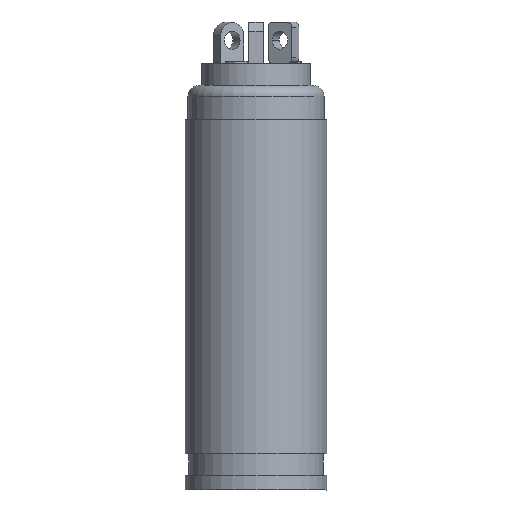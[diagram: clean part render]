
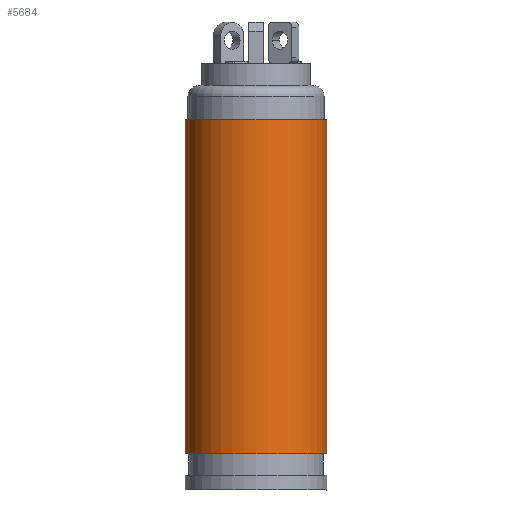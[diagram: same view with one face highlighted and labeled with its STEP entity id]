
A CAD part, left-side view. The second image highlights one B-rep face of the part: STEP entity #5684.
In plain terms, the highlighted cylindrical face has radius 3.9 mm (diameter 7.8 mm), a partial arc.
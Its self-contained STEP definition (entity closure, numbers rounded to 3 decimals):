
#472 = CARTESIAN_POINT ( 'NONE',  ( 3.971, 2.774, 1.651 ) ) ;
#820 = CIRCLE ( 'NONE', #5971, 3.9 ) ;
#1278 = CARTESIAN_POINT ( 'NONE',  ( 3.971, 6.674, -18.749 ) ) ;
#1332 = DIRECTION ( 'NONE',  ( 0., -1., 0. ) ) ;
#1644 = FACE_OUTER_BOUND ( 'NONE', #7858, .T. ) ;
#2613 = EDGE_CURVE ( 'NONE', #8398, #3315, #4105, .T. ) ;
#2956 = ORIENTED_EDGE ( 'NONE', *, *, #13494, .T. ) ;
#2970 = VECTOR ( 'NONE', #8089, 1000. ) ;
#3315 = VERTEX_POINT ( 'NONE', #8726 ) ;
#3414 = DIRECTION ( 'NONE',  ( 0., 0., 1. ) ) ;
#3752 = CYLINDRICAL_SURFACE ( 'NONE', #11563, 3.9 ) ;
#4105 = LINE ( 'NONE', #8049, #2970 ) ;
#4294 = CARTESIAN_POINT ( 'NONE',  ( 3.971, 6.674, -16.749 ) ) ;
#4965 = EDGE_CURVE ( 'NONE', #3315, #6115, #820, .T. ) ;
#5493 = DIRECTION ( 'NONE',  ( 0., -1., 0. ) ) ;
#5684 = ADVANCED_FACE ( 'NONE', ( #1644 ), #3752, .T. ) ;
#5971 = AXIS2_PLACEMENT_3D ( 'NONE', #6602, #7544, #5493 ) ;
#6115 = VERTEX_POINT ( 'NONE', #472 ) ;
#6400 = DIRECTION ( 'NONE',  ( 0., -1., 0. ) ) ;
#6602 = CARTESIAN_POINT ( 'NONE',  ( 3.971, 6.674, 1.651 ) ) ;
#6798 = AXIS2_PLACEMENT_3D ( 'NONE', #4294, #12667, #6400 ) ;
#7411 = VERTEX_POINT ( 'NONE', #13244 ) ;
#7544 = DIRECTION ( 'NONE',  ( 0., 0., 1. ) ) ;
#7858 = EDGE_LOOP ( 'NONE', ( #9148, #2956, #9331, #13179 ) ) ;
#8049 = CARTESIAN_POINT ( 'NONE',  ( 3.971, 10.574, -18.749 ) ) ;
#8089 = DIRECTION ( 'NONE',  ( 0., 0., 1. ) ) ;
#8398 = VERTEX_POINT ( 'NONE', #13554 ) ;
#8726 = CARTESIAN_POINT ( 'NONE',  ( 3.971, 10.574, 1.651 ) ) ;
#9148 = ORIENTED_EDGE ( 'NONE', *, *, #2613, .F. ) ;
#9331 = ORIENTED_EDGE ( 'NONE', *, *, #12443, .T. ) ;
#9632 = CIRCLE ( 'NONE', #6798, 3.9 ) ;
#9658 = CARTESIAN_POINT ( 'NONE',  ( 3.971, 2.774, -18.749 ) ) ;
#9854 = VECTOR ( 'NONE', #3414, 1000. ) ;
#11563 = AXIS2_PLACEMENT_3D ( 'NONE', #1278, #12887, #1332 ) ;
#12443 = EDGE_CURVE ( 'NONE', #7411, #6115, #12478, .T. ) ;
#12478 = LINE ( 'NONE', #9658, #9854 ) ;
#12667 = DIRECTION ( 'NONE',  ( 0., 0., 1. ) ) ;
#12887 = DIRECTION ( 'NONE',  ( 0., 0., 1. ) ) ;
#13179 = ORIENTED_EDGE ( 'NONE', *, *, #4965, .F. ) ;
#13244 = CARTESIAN_POINT ( 'NONE',  ( 3.971, 2.774, -16.749 ) ) ;
#13494 = EDGE_CURVE ( 'NONE', #8398, #7411, #9632, .T. ) ;
#13554 = CARTESIAN_POINT ( 'NONE',  ( 3.971, 10.574, -16.749 ) ) ;
